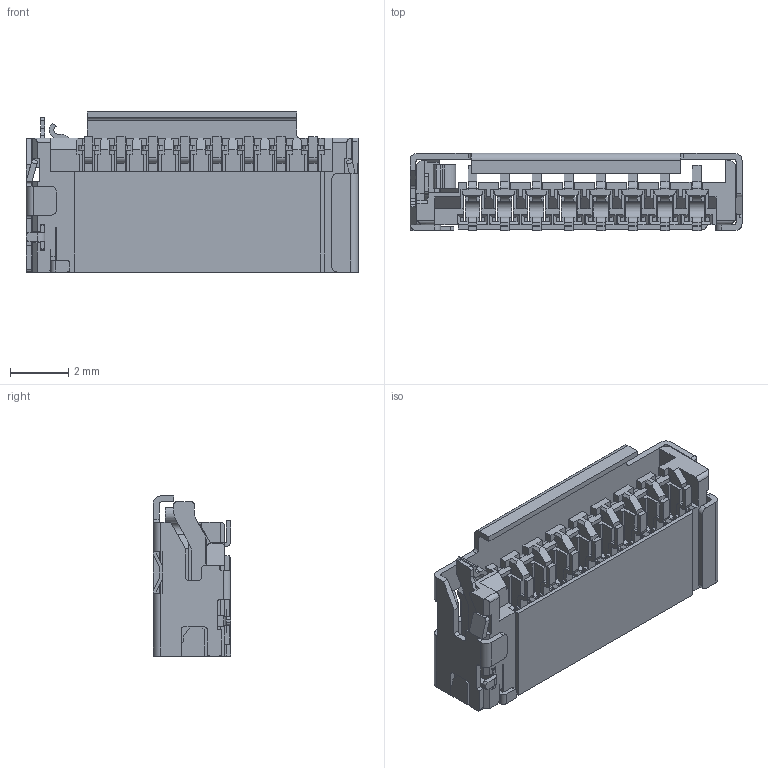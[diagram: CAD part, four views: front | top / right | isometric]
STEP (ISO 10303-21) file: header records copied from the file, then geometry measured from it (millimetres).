
FILE_DESCRIPTION (( 'STEP AP203' ), '1' );
FILE_NAME ('User Library-TF-021B.STEP', '2025-02-06T06:14:34', ( '' ), ( '' ), 'SwSTEP 2.0', 'SolidWorks 2022', '' );
FILE_SCHEMA (( 'CONFIG_CONTROL_DESIGN' ));
Length unit declared in the file: millimetre
Products named in the file (4): ½ºÌå.stepep_Ä¬ÈÏ__¨¨_; Ìú¿Ç.stepep_Ä¬ÈÏ__¨¨_; »ÉÆ¬.stepep_Ä¬ÈÏ__¨¨_; User Library-TF-021B
Assembly tree (3 placements, depth 2):
  User Library-TF-021B
    »ÉÆ¬.stepep_Ä¬ÈÏ__¨¨_
    ½ºÌå.stepep_Ä¬ÈÏ__¨¨_
    Ìú¿Ç.stepep_Ä¬ÈÏ__¨¨_
Bounding box: 11.4 x 2.65 x 5.5 mm (x, y, z)
Volume: 63.3 mm3; surface area: 537.4 mm2
Topology: 12 solids, 12 shells, 939 faces, 2744 edges, 1818 vertices
Faces by surface type: plane 763, cylinder 176
Entity records: 31171 total; most frequent: CARTESIAN_POINT 5525, ORIENTED_EDGE 5488, DIRECTION 4977, EDGE_CURVE 2744, VECTOR 2389, LINE 2389, VERTEX_POINT 1818, AXIS2_PLACEMENT_3D 1294
